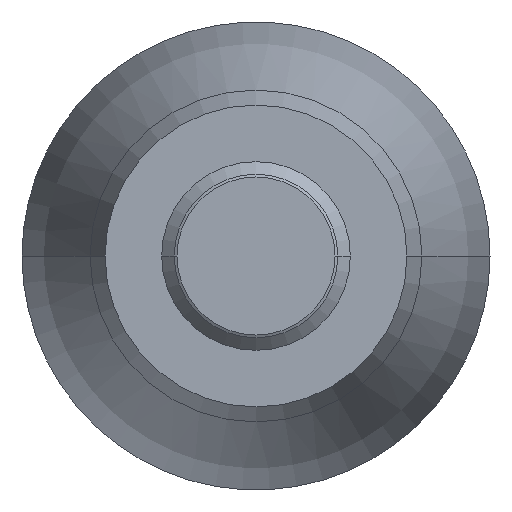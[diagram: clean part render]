
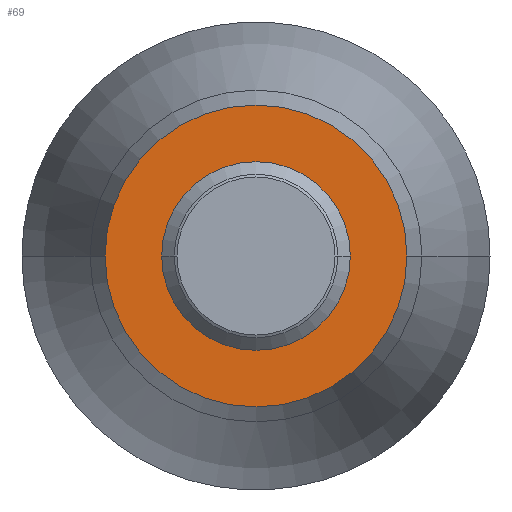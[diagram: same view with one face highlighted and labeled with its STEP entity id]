
A CAD part, left-side view. The second image highlights one B-rep face of the part: STEP entity #69.
In plain terms, the highlighted planar face has unit normal (-1, 0, 0).
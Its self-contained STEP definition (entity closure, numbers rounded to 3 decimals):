
#69=ADVANCED_FACE('',(#136,#137),#138,.T.);
#136=FACE_OUTER_BOUND('',#199,.T.);
#137=FACE_BOUND('',#200,.T.);
#138=PLANE('',#201);
#199=EDGE_LOOP('',(#318,#319));
#200=EDGE_LOOP('',(#320,#321));
#201=AXIS2_PLACEMENT_3D('',#322,#323,#324);
#318=ORIENTED_EDGE('',*,*,#378,.F.);
#319=ORIENTED_EDGE('',*,*,#403,.F.);
#320=ORIENTED_EDGE('',*,*,#385,.T.);
#321=ORIENTED_EDGE('',*,*,#401,.T.);
#322=CARTESIAN_POINT('',(0.,6.5,0.));
#323=DIRECTION('',(-1.0,0.0,0.0));
#324=DIRECTION('',(0.0,-1.0,0.));
#378=EDGE_CURVE('',#439,#441,#442,.T.);
#385=EDGE_CURVE('',#447,#451,#453,.T.);
#401=EDGE_CURVE('',#451,#447,#473,.T.);
#403=EDGE_CURVE('',#441,#439,#475,.T.);
#439=VERTEX_POINT('',#511);
#441=VERTEX_POINT('',#514);
#442=CIRCLE('',#515,8.0);
#447=VERTEX_POINT('',#521);
#451=VERTEX_POINT('',#526);
#453=CIRCLE('',#529,5.0);
#473=CIRCLE('',#553,5.0);
#475=CIRCLE('',#555,8.0);
#511=CARTESIAN_POINT('',(0.,8.,0.));
#514=CARTESIAN_POINT('',(0.,-8.,0.));
#515=AXIS2_PLACEMENT_3D('',#605,#606,#607);
#521=CARTESIAN_POINT('',(0.,5.,0.));
#526=CARTESIAN_POINT('',(0.,-5.,0.));
#529=AXIS2_PLACEMENT_3D('',#617,#618,#619);
#553=AXIS2_PLACEMENT_3D('',#639,#640,#641);
#555=AXIS2_PLACEMENT_3D('',#642,#643,#644);
#605=CARTESIAN_POINT('',(0.,0.,0.));
#606=DIRECTION('',(1.0,0.0,-0.0));
#607=DIRECTION('',(0.0,1.0,0.));
#617=CARTESIAN_POINT('',(0.,0.,0.));
#618=DIRECTION('',(1.0,0.0,-0.0));
#619=DIRECTION('',(0.0,1.0,0.));
#639=CARTESIAN_POINT('',(0.,0.,0.));
#640=DIRECTION('',(1.0,0.0,-0.0));
#641=DIRECTION('',(0.0,1.0,0.));
#642=CARTESIAN_POINT('',(0.,0.,0.));
#643=DIRECTION('',(1.0,0.0,-0.0));
#644=DIRECTION('',(0.0,1.0,0.));
